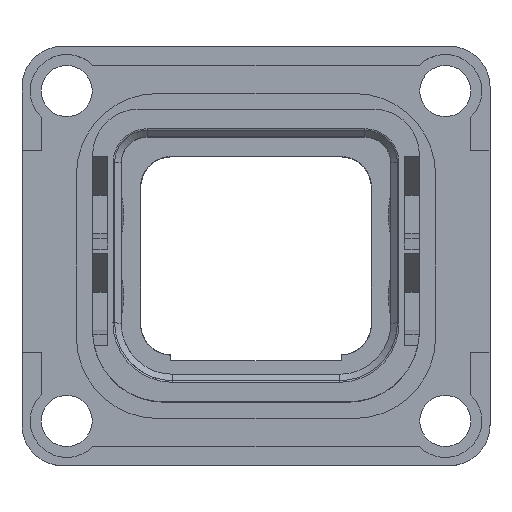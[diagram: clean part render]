
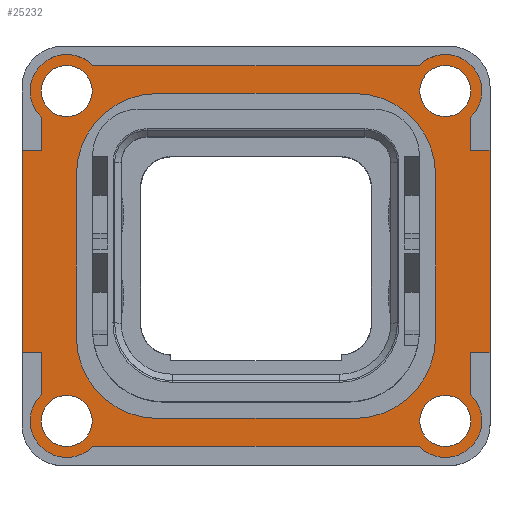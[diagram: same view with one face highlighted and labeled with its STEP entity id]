
A CAD part, top view. The second image highlights one B-rep face of the part: STEP entity #25232.
In plain terms, the highlighted planar face has unit normal (0, 0, 1).
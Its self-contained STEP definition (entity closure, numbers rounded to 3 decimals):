
#97=DIRECTION('',(0.,-1.,0.));
#98=VECTOR('',#97,12.45);
#99=CARTESIAN_POINT('',(-14.4,6.5,1.5));
#100=LINE('',#99,#98);
#160=CARTESIAN_POINT('',(-11.65,10.15,1.5));
#161=DIRECTION('',(0.,0.,1.));
#162=DIRECTION('',(0.716,0.698,0.));
#163=AXIS2_PLACEMENT_3D('',#160,#161,#162);
#173=CARTESIAN_POINT('',(11.65,10.15,1.5));
#174=DIRECTION('',(0.,0.,1.));
#175=DIRECTION('',(0.698,-0.716,0.));
#176=AXIS2_PLACEMENT_3D('',#173,#174,#175);
#183=DIRECTION('',(0.,1.,0.));
#184=VECTOR('',#183,2.588);
#185=CARTESIAN_POINT('',(13.22,-8.538,1.5));
#186=LINE('',#185,#184);
#187=DIRECTION('',(1.,0.,0.));
#188=VECTOR('',#187,20.077);
#189=CARTESIAN_POINT('',(-10.038,-11.72,1.5));
#190=LINE('',#189,#188);
#191=DIRECTION('',(0.,-1.,0.));
#192=VECTOR('',#191,2.588);
#193=CARTESIAN_POINT('',(-13.22,-5.95,1.5));
#194=LINE('',#193,#192);
#195=DIRECTION('',(1.,0.,0.));
#196=VECTOR('',#195,1.18);
#197=CARTESIAN_POINT('',(-14.4,-5.95,1.5));
#198=LINE('',#197,#196);
#199=DIRECTION('',(-1.,0.,0.));
#200=VECTOR('',#199,1.18);
#201=CARTESIAN_POINT('',(-13.22,6.5,1.5));
#202=LINE('',#201,#200);
#203=DIRECTION('',(0.,-1.,0.));
#204=VECTOR('',#203,2.038);
#205=CARTESIAN_POINT('',(-13.22,8.538,1.5));
#206=LINE('',#205,#204);
#207=DIRECTION('',(-1.,0.,0.));
#208=VECTOR('',#207,20.077);
#209=CARTESIAN_POINT('',(10.038,11.72,1.5));
#210=LINE('',#209,#208);
#211=DIRECTION('',(0.,1.,0.));
#212=VECTOR('',#211,2.038);
#213=CARTESIAN_POINT('',(13.22,6.5,1.5));
#214=LINE('',#213,#212);
#215=DIRECTION('',(-1.,0.,0.));
#216=VECTOR('',#215,1.18);
#217=CARTESIAN_POINT('',(14.4,6.5,1.5));
#218=LINE('',#217,#216);
#219=DIRECTION('',(1.,0.,0.));
#220=VECTOR('',#219,1.18);
#221=CARTESIAN_POINT('',(13.22,-5.95,1.5));
#222=LINE('',#221,#220);
#223=CARTESIAN_POINT('',(11.65,-10.15,1.5));
#224=DIRECTION('',(0.,0.,1.));
#225=DIRECTION('',(-1.,0.,0.));
#226=AXIS2_PLACEMENT_3D('',#223,#224,#225);
#228=CARTESIAN_POINT('',(-11.65,-10.15,1.5));
#229=DIRECTION('',(0.,0.,1.));
#230=DIRECTION('',(-1.,0.,0.));
#231=AXIS2_PLACEMENT_3D('',#228,#229,#230);
#233=CARTESIAN_POINT('',(-11.65,10.15,1.5));
#234=DIRECTION('',(0.,0.,1.));
#235=DIRECTION('',(1.,0.,0.));
#236=AXIS2_PLACEMENT_3D('',#233,#234,#235);
#238=CARTESIAN_POINT('',(11.65,10.15,1.5));
#239=DIRECTION('',(0.,0.,1.));
#240=DIRECTION('',(1.,0.,0.));
#241=AXIS2_PLACEMENT_3D('',#238,#239,#240);
#243=CARTESIAN_POINT('',(6.05,5.,1.5));
#244=DIRECTION('',(0.,0.,-1.));
#245=DIRECTION('',(0.,1.,0.));
#246=AXIS2_PLACEMENT_3D('',#243,#244,#245);
#248=DIRECTION('',(1.,0.,0.));
#249=VECTOR('',#248,12.1);
#250=CARTESIAN_POINT('',(-6.05,10.,1.5));
#251=LINE('',#250,#249);
#252=CARTESIAN_POINT('',(-6.05,5.,1.5));
#253=DIRECTION('',(0.,0.,-1.));
#254=DIRECTION('',(-1.,0.,0.));
#255=AXIS2_PLACEMENT_3D('',#252,#253,#254);
#257=DIRECTION('',(0.,1.,0.));
#258=VECTOR('',#257,10.);
#259=CARTESIAN_POINT('',(-11.05,-5.,1.5));
#260=LINE('',#259,#258);
#261=CARTESIAN_POINT('',(-6.05,-5.,1.5));
#262=DIRECTION('',(0.,0.,-1.));
#263=DIRECTION('',(0.,-1.,0.));
#264=AXIS2_PLACEMENT_3D('',#261,#262,#263);
#266=DIRECTION('',(-1.,0.,0.));
#267=VECTOR('',#266,12.1);
#268=CARTESIAN_POINT('',(6.05,-10.,1.5));
#269=LINE('',#268,#267);
#270=CARTESIAN_POINT('',(6.05,-5.,1.5));
#271=DIRECTION('',(0.,0.,-1.));
#272=DIRECTION('',(1.,0.,0.));
#273=AXIS2_PLACEMENT_3D('',#270,#271,#272);
#275=DIRECTION('',(0.,-1.,0.));
#276=VECTOR('',#275,10.);
#277=CARTESIAN_POINT('',(11.05,5.,1.5));
#278=LINE('',#277,#276);
#283=CARTESIAN_POINT('',(11.65,-10.15,1.5));
#284=DIRECTION('',(0.,0.,1.));
#285=DIRECTION('',(-0.716,-0.698,0.));
#286=AXIS2_PLACEMENT_3D('',#283,#284,#285);
#340=CARTESIAN_POINT('',(-11.65,-10.15,1.5));
#341=DIRECTION('',(0.,0.,1.));
#342=DIRECTION('',(-0.698,0.716,0.));
#343=AXIS2_PLACEMENT_3D('',#340,#341,#342);
#369=DIRECTION('',(0.,1.,0.));
#370=VECTOR('',#369,12.45);
#371=CARTESIAN_POINT('',(14.4,-5.95,1.5));
#372=LINE('',#371,#370);
#425=CARTESIAN_POINT('',(11.65,-10.15,1.5));
#426=DIRECTION('',(0.,0.,1.));
#427=DIRECTION('',(1.,0.,0.));
#428=AXIS2_PLACEMENT_3D('',#425,#426,#427);
#430=CARTESIAN_POINT('',(-11.65,-10.15,1.5));
#431=DIRECTION('',(0.,0.,1.));
#432=DIRECTION('',(1.,0.,0.));
#433=AXIS2_PLACEMENT_3D('',#430,#431,#432);
#451=CARTESIAN_POINT('',(-11.65,10.15,1.5));
#452=DIRECTION('',(0.,0.,1.));
#453=DIRECTION('',(-1.,0.,0.));
#454=AXIS2_PLACEMENT_3D('',#451,#452,#453);
#456=CARTESIAN_POINT('',(11.65,10.15,1.5));
#457=DIRECTION('',(0.,0.,1.));
#458=DIRECTION('',(-1.,0.,0.));
#459=AXIS2_PLACEMENT_3D('',#456,#457,#458);
#21567=CARTESIAN_POINT('',(-6.05,10.,1.5));
#21568=CARTESIAN_POINT('',(6.05,10.,1.5));
#21569=VERTEX_POINT('',#21567);
#21570=VERTEX_POINT('',#21568);
#21571=CARTESIAN_POINT('',(11.05,-5.,1.5));
#21572=CARTESIAN_POINT('',(6.05,-10.,1.5));
#21573=VERTEX_POINT('',#21571);
#21574=VERTEX_POINT('',#21572);
#21575=CARTESIAN_POINT('',(11.05,5.,1.5));
#21576=VERTEX_POINT('',#21575);
#21577=CARTESIAN_POINT('',(-11.05,5.,1.5));
#21578=VERTEX_POINT('',#21577);
#21579=CARTESIAN_POINT('',(-11.05,-5.,1.5));
#21580=VERTEX_POINT('',#21579);
#21581=CARTESIAN_POINT('',(-6.05,-10.,1.5));
#21582=VERTEX_POINT('',#21581);
#21613=CARTESIAN_POINT('',(14.4,-5.95,1.5));
#21614=CARTESIAN_POINT('',(14.4,6.5,1.5));
#21615=VERTEX_POINT('',#21613);
#21616=VERTEX_POINT('',#21614);
#21617=CARTESIAN_POINT('',(-14.4,6.5,1.5));
#21618=CARTESIAN_POINT('',(-14.4,-5.95,1.5));
#21619=VERTEX_POINT('',#21617);
#21620=VERTEX_POINT('',#21618);
#21621=CARTESIAN_POINT('',(10.08,10.15,1.5));
#21622=VERTEX_POINT('',#21621);
#21623=CARTESIAN_POINT('',(-10.08,10.15,1.5));
#21624=VERTEX_POINT('',#21623);
#21625=CARTESIAN_POINT('',(-10.08,-10.15,1.5));
#21626=VERTEX_POINT('',#21625);
#21627=CARTESIAN_POINT('',(10.08,-10.15,1.5));
#21628=VERTEX_POINT('',#21627);
#21629=CARTESIAN_POINT('',(-13.22,6.5,1.5));
#21630=VERTEX_POINT('',#21629);
#21631=CARTESIAN_POINT('',(13.22,6.5,1.5));
#21632=VERTEX_POINT('',#21631);
#21633=CARTESIAN_POINT('',(-13.22,-5.95,1.5));
#21634=VERTEX_POINT('',#21633);
#21949=CARTESIAN_POINT('',(13.22,-5.95,1.5));
#21950=VERTEX_POINT('',#21949);
#22280=CARTESIAN_POINT('',(13.22,8.538,1.5));
#22282=VERTEX_POINT('',#22280);
#22284=CARTESIAN_POINT('',(-10.038,-11.72,1.5));
#22286=VERTEX_POINT('',#22284);
#22288=CARTESIAN_POINT('',(10.038,-11.72,1.5));
#22290=VERTEX_POINT('',#22288);
#22292=CARTESIAN_POINT('',(-13.22,-8.538,1.5));
#22294=VERTEX_POINT('',#22292);
#22296=CARTESIAN_POINT('',(-10.038,11.72,1.5));
#22298=VERTEX_POINT('',#22296);
#22300=CARTESIAN_POINT('',(10.038,11.72,1.5));
#22302=VERTEX_POINT('',#22300);
#22304=CARTESIAN_POINT('',(-13.22,8.538,1.5));
#22306=VERTEX_POINT('',#22304);
#22308=CARTESIAN_POINT('',(13.22,-8.538,1.5));
#22310=VERTEX_POINT('',#22308);
#22312=CARTESIAN_POINT('',(13.22,10.15,1.5));
#22313=VERTEX_POINT('',#22312);
#22314=CARTESIAN_POINT('',(-13.22,10.15,1.5));
#22315=VERTEX_POINT('',#22314);
#22316=CARTESIAN_POINT('',(-13.22,-10.15,1.5));
#22317=VERTEX_POINT('',#22316);
#22318=CARTESIAN_POINT('',(13.22,-10.15,1.5));
#22319=VERTEX_POINT('',#22318);
#25155=CARTESIAN_POINT('',(0.,0.,1.5));
#25156=DIRECTION('',(0.,0.,1.));
#25157=DIRECTION('',(1.,0.,0.));
#25158=AXIS2_PLACEMENT_3D('',#25155,#25156,#25157);
#25159=PLANE('',#25158);
#25161=ORIENTED_EDGE('',*,*,#25160,.F.);
#25163=ORIENTED_EDGE('',*,*,#25162,.F.);
#25165=ORIENTED_EDGE('',*,*,#25164,.F.);
#25167=ORIENTED_EDGE('',*,*,#25166,.F.);
#25169=ORIENTED_EDGE('',*,*,#25168,.F.);
#25171=ORIENTED_EDGE('',*,*,#25170,.F.);
#25172=ORIENTED_EDGE('',*,*,#25068,.F.);
#25174=ORIENTED_EDGE('',*,*,#25173,.F.);
#25176=ORIENTED_EDGE('',*,*,#25175,.F.);
#25177=ORIENTED_EDGE('',*,*,#25120,.F.);
#25178=ORIENTED_EDGE('',*,*,#25136,.F.);
#25179=ORIENTED_EDGE('',*,*,#25146,.F.);
#25181=ORIENTED_EDGE('',*,*,#25180,.F.);
#25183=ORIENTED_EDGE('',*,*,#25182,.F.);
#25185=ORIENTED_EDGE('',*,*,#25184,.F.);
#25187=ORIENTED_EDGE('',*,*,#25186,.F.);
#25188=EDGE_LOOP('',(#25161,#25163,#25165,#25167,#25169,#25171,#25172,#25174,
#25176,#25177,#25178,#25179,#25181,#25183,#25185,#25187));
#25189=FACE_OUTER_BOUND('',#25188,.F.);
#25191=ORIENTED_EDGE('',*,*,#25190,.T.);
#25193=ORIENTED_EDGE('',*,*,#25192,.T.);
#25194=EDGE_LOOP('',(#25191,#25193));
#25195=FACE_BOUND('',#25194,.F.);
#25197=ORIENTED_EDGE('',*,*,#25196,.T.);
#25199=ORIENTED_EDGE('',*,*,#25198,.T.);
#25200=EDGE_LOOP('',(#25197,#25199));
#25201=FACE_BOUND('',#25200,.F.);
#25203=ORIENTED_EDGE('',*,*,#25202,.T.);
#25205=ORIENTED_EDGE('',*,*,#25204,.T.);
#25206=EDGE_LOOP('',(#25203,#25205));
#25207=FACE_BOUND('',#25206,.F.);
#25209=ORIENTED_EDGE('',*,*,#25208,.T.);
#25211=ORIENTED_EDGE('',*,*,#25210,.T.);
#25212=EDGE_LOOP('',(#25209,#25211));
#25213=FACE_BOUND('',#25212,.F.);
#25215=ORIENTED_EDGE('',*,*,#25214,.F.);
#25217=ORIENTED_EDGE('',*,*,#25216,.F.);
#25219=ORIENTED_EDGE('',*,*,#25218,.F.);
#25221=ORIENTED_EDGE('',*,*,#25220,.F.);
#25223=ORIENTED_EDGE('',*,*,#25222,.F.);
#25225=ORIENTED_EDGE('',*,*,#25224,.F.);
#25227=ORIENTED_EDGE('',*,*,#25226,.F.);
#25229=ORIENTED_EDGE('',*,*,#25228,.F.);
#25230=EDGE_LOOP('',(#25215,#25217,#25219,#25221,#25223,#25225,#25227,#25229));
#25231=FACE_BOUND('',#25230,.F.);
#25232=ADVANCED_FACE('',(#25189,#25195,#25201,#25207,#25213,#25231),#25159,.T.);
#164=CIRCLE('',#163,2.25);
#177=CIRCLE('',#176,2.25);
#227=CIRCLE('',#226,1.57);
#232=CIRCLE('',#231,1.57);
#237=CIRCLE('',#236,1.57);
#242=CIRCLE('',#241,1.57);
#247=CIRCLE('',#246,5.);
#256=CIRCLE('',#255,5.);
#265=CIRCLE('',#264,5.);
#274=CIRCLE('',#273,5.);
#287=CIRCLE('',#286,2.25);
#344=CIRCLE('',#343,2.25);
#429=CIRCLE('',#428,1.57);
#434=CIRCLE('',#433,1.57);
#455=CIRCLE('',#454,1.57);
#460=CIRCLE('',#459,1.57);
#25068=EDGE_CURVE('',#21619,#21620,#100,.T.);
#25120=EDGE_CURVE('',#22298,#22306,#164,.T.);
#25136=EDGE_CURVE('',#22302,#22298,#210,.T.);
#25146=EDGE_CURVE('',#22282,#22302,#177,.T.);
#25160=EDGE_CURVE('',#22310,#21950,#186,.T.);
#25162=EDGE_CURVE('',#22290,#22310,#287,.T.);
#25164=EDGE_CURVE('',#22286,#22290,#190,.T.);
#25166=EDGE_CURVE('',#22294,#22286,#344,.T.);
#25168=EDGE_CURVE('',#21634,#22294,#194,.T.);
#25170=EDGE_CURVE('',#21620,#21634,#198,.T.);
#25173=EDGE_CURVE('',#21630,#21619,#202,.T.);
#25175=EDGE_CURVE('',#22306,#21630,#206,.T.);
#25180=EDGE_CURVE('',#21632,#22282,#214,.T.);
#25182=EDGE_CURVE('',#21616,#21632,#218,.T.);
#25184=EDGE_CURVE('',#21615,#21616,#372,.T.);
#25186=EDGE_CURVE('',#21950,#21615,#222,.T.);
#25190=EDGE_CURVE('',#21628,#22319,#227,.T.);
#25192=EDGE_CURVE('',#22319,#21628,#429,.T.);
#25196=EDGE_CURVE('',#21626,#22317,#434,.T.);
#25198=EDGE_CURVE('',#22317,#21626,#232,.T.);
#25202=EDGE_CURVE('',#21624,#22315,#237,.T.);
#25204=EDGE_CURVE('',#22315,#21624,#455,.T.);
#25208=EDGE_CURVE('',#21622,#22313,#460,.T.);
#25210=EDGE_CURVE('',#22313,#21622,#242,.T.);
#25214=EDGE_CURVE('',#21570,#21576,#247,.T.);
#25216=EDGE_CURVE('',#21569,#21570,#251,.T.);
#25218=EDGE_CURVE('',#21578,#21569,#256,.T.);
#25220=EDGE_CURVE('',#21580,#21578,#260,.T.);
#25222=EDGE_CURVE('',#21582,#21580,#265,.T.);
#25224=EDGE_CURVE('',#21574,#21582,#269,.T.);
#25226=EDGE_CURVE('',#21573,#21574,#274,.T.);
#25228=EDGE_CURVE('',#21576,#21573,#278,.T.);
